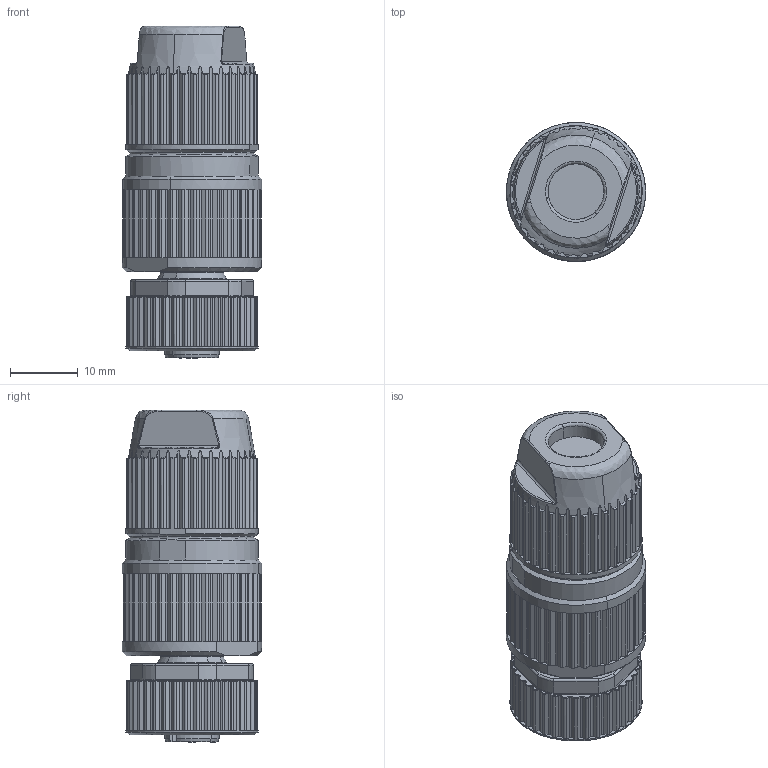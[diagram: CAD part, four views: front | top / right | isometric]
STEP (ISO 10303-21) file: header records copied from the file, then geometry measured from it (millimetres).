
FILE_DESCRIPTION(('CATIA V5 STEP Exchange','CAx-IF Rec.Pracs.--- Model Styling and Organization---1.4--- 2014-01-23'),'2;1');
FILE_NAME ('023911-1_0', '2021-01-11T12:57:16+00:00', ('none'), ('Weidmueller'), 'CATIA Version 5-6 Release 2016 SP3 HF44', 'CATIA V5 STEP AP214', 'none');
FILE_SCHEMA(('AUTOMOTIVE_DESIGN { 1 0 10303 214 1 1 1 1 }'));
Length unit declared in the file: millimetre
Products named in the file (1): 1852750000
Bounding box: 20.5 x 20.5 x 48.9 mm (x, y, z)
Volume: 12515.2 mm3; surface area: 5967.6 mm2
Topology: 3 solids, 5 shells, 886 faces, 2719 edges, 1861 vertices
Faces by surface type: cylinder 358, plane 297, bspline 159, cone 72
Entity records: 33839 total; most frequent: CARTESIAN_POINT 12707, ORIENTED_EDGE 5438, DIRECTION 2965, EDGE_CURVE 2719, VERTEX_POINT 1861, AXIS2_PLACEMENT_3D 1209, VECTOR 1035, LINE 1035
